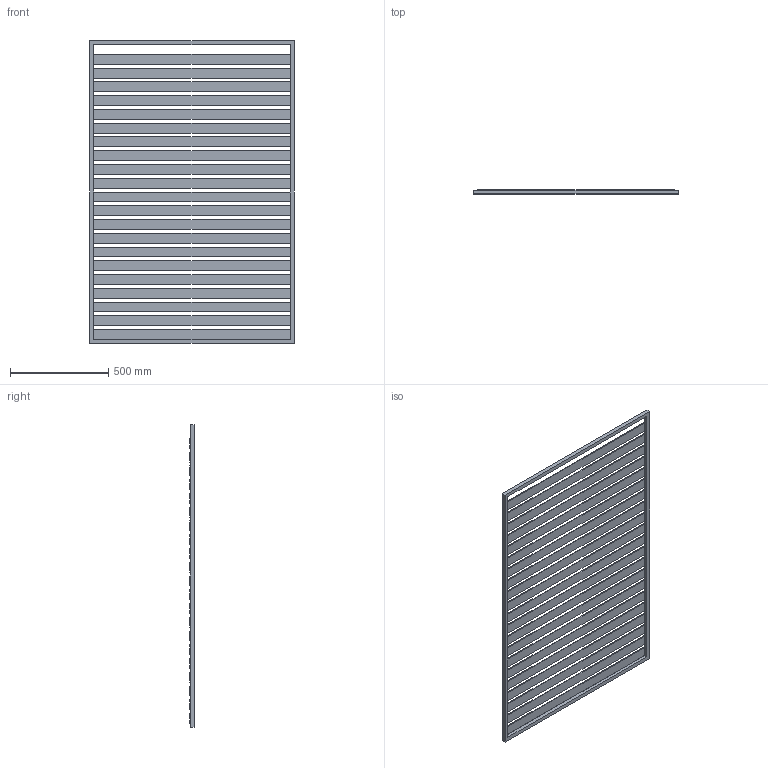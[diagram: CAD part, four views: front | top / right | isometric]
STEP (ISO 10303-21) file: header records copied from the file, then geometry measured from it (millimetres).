
FILE_DESCRIPTION(('Open CASCADE Model'),'2;1');
FILE_NAME('Open CASCADE Shape Model','2024-05-26T02:15:27',('Author'),( 'Open CASCADE'),'Open CASCADE STEP processor 7.7','Open CASCADE 7.7' ,'Unknown');
FILE_SCHEMA(('AUTOMOTIVE_DESIGN { 1 0 10303 214 1 1 1 1 }'));
Length unit declared in the file: millimetre
Products named in the file (1): Open CASCADE STEP translator 7.7 119
Bounding box: 1040 x 22.5 x 1540 mm (x, y, z)
Volume: 7282000 mm3; surface area: 2711400 mm2
Topology: 1 solids, 1 shells, 136 faces, 440 edges, 266 vertices
Faces by surface type: plane 136
Entity records: 10442 total; most frequent: CARTESIAN_POINT 1723, DIRECTION 1594, LINE 1320, VECTOR 1320, ORIENTED_EDGE 880, PCURVE 880, DEFINITIONAL_REPRESENTATION 880, EDGE_CURVE 440
